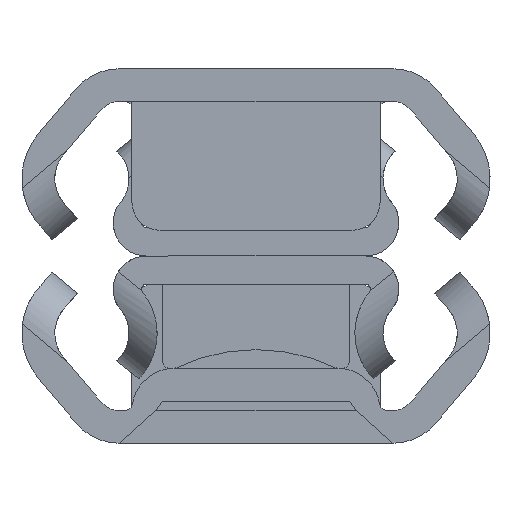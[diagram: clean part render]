
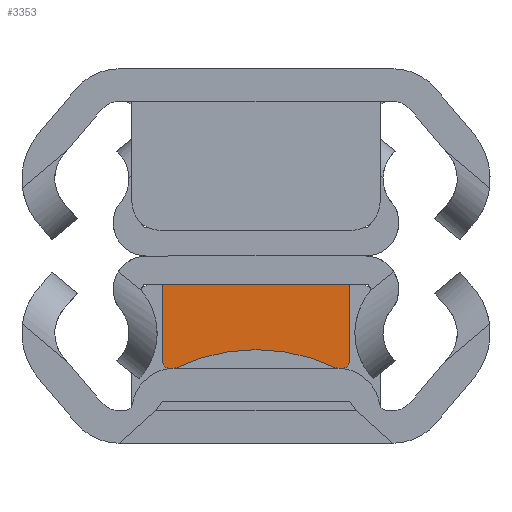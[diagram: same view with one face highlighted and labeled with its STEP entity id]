
A CAD part, left-side view. The second image highlights one B-rep face of the part: STEP entity #3353.
In plain terms, the highlighted face is planar.
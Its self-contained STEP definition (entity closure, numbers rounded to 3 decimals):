
#113 = EDGE_CURVE ( 'NONE', #2991, #1725, #1128, .T. ) ;
#146 = CARTESIAN_POINT ( 'NONE',  ( -1.2, -4., -195.8 ) ) ;
#199 = CARTESIAN_POINT ( 'NONE',  ( -4.8, 3.7, -195.8 ) ) ;
#217 = VECTOR ( 'NONE', #1473, 1000. ) ;
#261 = EDGE_LOOP ( 'NONE', ( #1047, #3591, #3235, #1123, #648, #3359, #2277, #317 ) ) ;
#317 = ORIENTED_EDGE ( 'NONE', *, *, #2667, .T. ) ;
#386 = CARTESIAN_POINT ( 'NONE',  ( -1.2, 4., -195.8 ) ) ;
#571 = CARTESIAN_POINT ( 'NONE',  ( -11.9, 0., -195.8 ) ) ;
#648 = ORIENTED_EDGE ( 'NONE', *, *, #3337, .F. ) ;
#683 = CARTESIAN_POINT ( 'NONE',  ( -4.5, 3.7, -195.8 ) ) ;
#688 = DIRECTION ( 'NONE',  ( 0., 0., 1. ) ) ;
#713 = VERTEX_POINT ( 'NONE', #3713 ) ;
#721 = LINE ( 'NONE', #3754, #3218 ) ;
#925 = CARTESIAN_POINT ( 'NONE',  ( -4.8, -4., -195.8 ) ) ;
#961 = VECTOR ( 'NONE', #1587, 1000. ) ;
#1001 = DIRECTION ( 'NONE',  ( 0., 0., 1. ) ) ;
#1035 = CIRCLE ( 'NONE', #1098, 7.9 ) ;
#1047 = ORIENTED_EDGE ( 'NONE', *, *, #2071, .F. ) ;
#1098 = AXIS2_PLACEMENT_3D ( 'NONE', #571, #1184, #1486 ) ;
#1123 = ORIENTED_EDGE ( 'NONE', *, *, #113, .F. ) ;
#1128 = LINE ( 'NONE', #2617, #3043 ) ;
#1142 = EDGE_CURVE ( 'NONE', #2595, #1907, #1861, .T. ) ;
#1184 = DIRECTION ( 'NONE',  ( 0., 0., -1. ) ) ;
#1312 = CARTESIAN_POINT ( 'NONE',  ( -4.5, -3.7, -195.8 ) ) ;
#1339 = CARTESIAN_POINT ( 'NONE',  ( 0., 0., -195.8 ) ) ;
#1455 = DIRECTION ( 'NONE',  ( 0., -1., 0. ) ) ;
#1473 = DIRECTION ( 'NONE',  ( 0., 1., 0. ) ) ;
#1486 = DIRECTION ( 'NONE',  ( -1., 0., 0. ) ) ;
#1585 = EDGE_CURVE ( 'NONE', #1725, #1924, #3142, .T. ) ;
#1587 = DIRECTION ( 'NONE',  ( -1., 0., 0. ) ) ;
#1627 = AXIS2_PLACEMENT_3D ( 'NONE', #1339, #3465, #2562 ) ;
#1725 = VERTEX_POINT ( 'NONE', #146 ) ;
#1861 = CIRCLE ( 'NONE', #2886, 0.3 ) ;
#1907 = VERTEX_POINT ( 'NONE', #199 ) ;
#1924 = VERTEX_POINT ( 'NONE', #3259 ) ;
#2071 = EDGE_CURVE ( 'NONE', #2716, #3374, #2916, .T. ) ;
#2105 = CARTESIAN_POINT ( 'NONE',  ( -4.8, -3.464, -195.8 ) ) ;
#2128 = AXIS2_PLACEMENT_3D ( 'NONE', #1312, #688, #2490 ) ;
#2256 = CIRCLE ( 'NONE', #2128, 0.3 ) ;
#2277 = ORIENTED_EDGE ( 'NONE', *, *, #3398, .F. ) ;
#2307 = VECTOR ( 'NONE', #2876, 1000. ) ;
#2395 = CARTESIAN_POINT ( 'NONE',  ( -4.8, 0., -195.8 ) ) ;
#2446 = CARTESIAN_POINT ( 'NONE',  ( -4.8, -3.7, -195.8 ) ) ;
#2490 = DIRECTION ( 'NONE',  ( 1., 0., 0. ) ) ;
#2562 = DIRECTION ( 'NONE',  ( 1., 0., 0. ) ) ;
#2588 = DIRECTION ( 'NONE',  ( 1., 0., 0. ) ) ;
#2595 = VERTEX_POINT ( 'NONE', #3206 ) ;
#2617 = CARTESIAN_POINT ( 'NONE',  ( -1.2, 0., -195.8 ) ) ;
#2667 = EDGE_CURVE ( 'NONE', #713, #3374, #1035, .T. ) ;
#2695 = LINE ( 'NONE', #2395, #217 ) ;
#2716 = VERTEX_POINT ( 'NONE', #2446 ) ;
#2876 = DIRECTION ( 'NONE',  ( 0., 1., 0. ) ) ;
#2886 = AXIS2_PLACEMENT_3D ( 'NONE', #683, #1001, #3447 ) ;
#2916 = LINE ( 'NONE', #3500, #2307 ) ;
#2991 = VERTEX_POINT ( 'NONE', #386 ) ;
#3043 = VECTOR ( 'NONE', #1455, 1000. ) ;
#3142 = LINE ( 'NONE', #925, #961 ) ;
#3206 = CARTESIAN_POINT ( 'NONE',  ( -4.5, 4., -195.8 ) ) ;
#3218 = VECTOR ( 'NONE', #2588, 1000. ) ;
#3235 = ORIENTED_EDGE ( 'NONE', *, *, #1585, .F. ) ;
#3259 = CARTESIAN_POINT ( 'NONE',  ( -4.5, -4., -195.8 ) ) ;
#3337 = EDGE_CURVE ( 'NONE', #2595, #2991, #721, .T. ) ;
#3353 = ADVANCED_FACE ( 'NONE', ( #3731 ), #3810, .T. ) ;
#3359 = ORIENTED_EDGE ( 'NONE', *, *, #1142, .T. ) ;
#3374 = VERTEX_POINT ( 'NONE', #2105 ) ;
#3398 = EDGE_CURVE ( 'NONE', #713, #1907, #2695, .T. ) ;
#3447 = DIRECTION ( 'NONE',  ( 1., 0., 0. ) ) ;
#3465 = DIRECTION ( 'NONE',  ( 0., 0., 1. ) ) ;
#3500 = CARTESIAN_POINT ( 'NONE',  ( -4.8, 0., -195.8 ) ) ;
#3591 = ORIENTED_EDGE ( 'NONE', *, *, #3624, .T. ) ;
#3624 = EDGE_CURVE ( 'NONE', #2716, #1924, #2256, .T. ) ;
#3713 = CARTESIAN_POINT ( 'NONE',  ( -4.8, 3.464, -195.8 ) ) ;
#3731 = FACE_OUTER_BOUND ( 'NONE', #261, .T. ) ;
#3754 = CARTESIAN_POINT ( 'NONE',  ( -1.2, 4., -195.8 ) ) ;
#3810 = PLANE ( 'NONE',  #1627 ) ;
